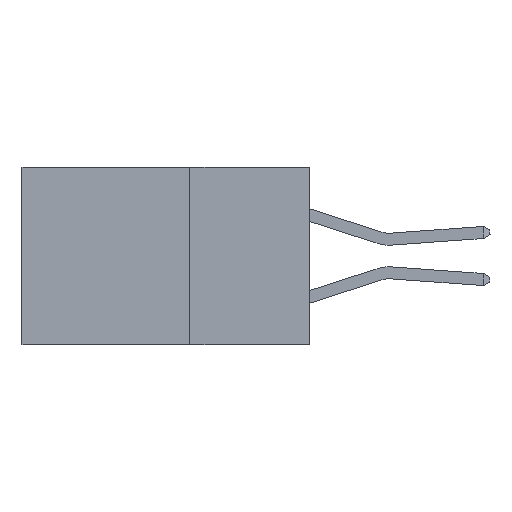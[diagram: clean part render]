
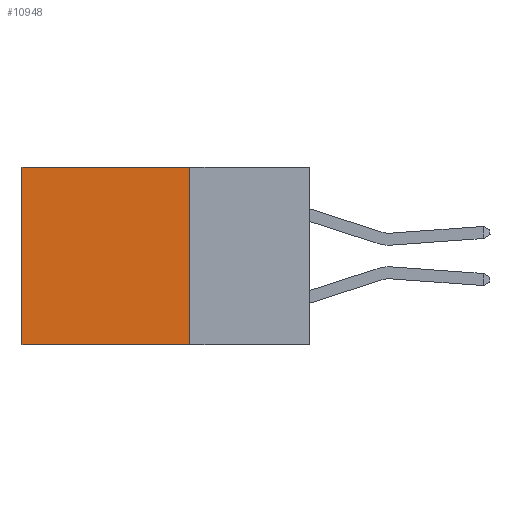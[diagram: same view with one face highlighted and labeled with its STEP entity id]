
A CAD part, left-side view. The second image highlights one B-rep face of the part: STEP entity #10948.
In plain terms, the highlighted planar face has unit normal (-1, 0, 0).
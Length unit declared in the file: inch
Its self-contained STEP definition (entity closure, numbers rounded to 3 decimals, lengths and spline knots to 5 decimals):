
#1430 = VECTOR ( 'NONE', #5002, 39.37008 ) ;
#1676 = CARTESIAN_POINT ( 'NONE',  ( 0.2615, 0.6, -0.37 ) ) ;
#1760 = VERTEX_POINT ( 'NONE', #4908 ) ;
#2172 = DIRECTION ( 'NONE',  ( 1., 0., 0. ) ) ;
#2387 = CARTESIAN_POINT ( 'NONE',  ( 0.2615, 0.6, -0.37 ) ) ;
#2593 = EDGE_CURVE ( 'NONE', #9007, #5304, #8263, .T. ) ;
#2800 = EDGE_LOOP ( 'NONE', ( #10246, #8452, #3105, #5614 ) ) ;
#2886 = EDGE_CURVE ( 'NONE', #1760, #9067, #9942, .T. ) ;
#2951 = CARTESIAN_POINT ( 'NONE',  ( 0.2615, 0.6, 0. ) ) ;
#3105 = ORIENTED_EDGE ( 'NONE', *, *, #4172, .F. ) ;
#3850 = LINE ( 'NONE', #7842, #3991 ) ;
#3897 = FACE_OUTER_BOUND ( 'NONE', #2800, .T. ) ;
#3991 = VECTOR ( 'NONE', #7782, 39.37008 ) ;
#4150 = CARTESIAN_POINT ( 'NONE',  ( 0.2615, 0.25, 0. ) ) ;
#4172 = EDGE_CURVE ( 'NONE', #1760, #9007, #3850, .T. ) ;
#4367 = VECTOR ( 'NONE', #9465, 39.37008 ) ;
#4908 = CARTESIAN_POINT ( 'NONE',  ( 0.2615, 0.25, 0. ) ) ;
#5002 = DIRECTION ( 'NONE',  ( 0., 1., 0. ) ) ;
#5304 = VERTEX_POINT ( 'NONE', #2387 ) ;
#5521 = CARTESIAN_POINT ( 'NONE',  ( 0.2615, 0.25, -0.37 ) ) ;
#5614 = ORIENTED_EDGE ( 'NONE', *, *, #2886, .T. ) ;
#6820 = PLANE ( 'NONE',  #10460 ) ;
#7704 = EDGE_CURVE ( 'NONE', #9067, #5304, #10258, .T. ) ;
#7782 = DIRECTION ( 'NONE',  ( 0., 0., -1. ) ) ;
#7842 = CARTESIAN_POINT ( 'NONE',  ( 0.2615, 0.25, -0.37 ) ) ;
#8263 = LINE ( 'NONE', #5521, #9236 ) ;
#8452 = ORIENTED_EDGE ( 'NONE', *, *, #2593, .F. ) ;
#8695 = CARTESIAN_POINT ( 'NONE',  ( 0.2615, 0.25, -0.37 ) ) ;
#9007 = VERTEX_POINT ( 'NONE', #9343 ) ;
#9067 = VERTEX_POINT ( 'NONE', #2951 ) ;
#9074 = DIRECTION ( 'NONE',  ( 0., 1., 0. ) ) ;
#9236 = VECTOR ( 'NONE', #9074, 39.37008 ) ;
#9343 = CARTESIAN_POINT ( 'NONE',  ( 0.2615, 0.25, -0.37 ) ) ;
#9465 = DIRECTION ( 'NONE',  ( 0., 0., -1. ) ) ;
#9942 = LINE ( 'NONE', #4150, #1430 ) ;
#10246 = ORIENTED_EDGE ( 'NONE', *, *, #7704, .T. ) ;
#10258 = LINE ( 'NONE', #1676, #4367 ) ;
#10460 = AXIS2_PLACEMENT_3D ( 'NONE', #8695, #2172, #10621 ) ;
#10621 = DIRECTION ( 'NONE',  ( 0., 0., -1. ) ) ;
#10948 = ADVANCED_FACE ( 'NONE', ( #3897 ), #6820, .F. ) ;
